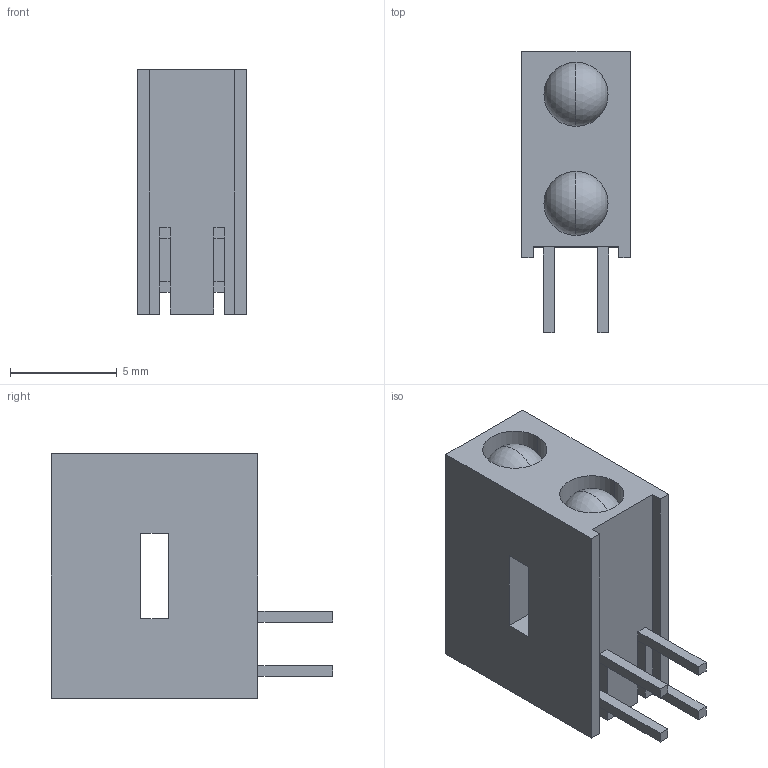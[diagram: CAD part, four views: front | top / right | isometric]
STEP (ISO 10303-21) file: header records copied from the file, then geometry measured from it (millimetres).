
FILE_DESCRIPTION (( 'STEP AP214' ), '1' );
FILE_NAME ('934GO.STEP', '2008-08-27T23:19:51', ( '' ), ( '' ), 'SwSTEP 2.0', 'SolidWorks 2008', '' );
FILE_SCHEMA (( 'AUTOMOTIVE_DESIGN' ));
Length unit declared in the file: millimetre
Products named in the file (1): 934GO
Bounding box: 5.08 x 13.15 x 11.43 mm (x, y, z)
Volume: 493 mm3; surface area: 620.2 mm2
Topology: 1 solids, 1 shells, 341 faces, 921 edges, 608 vertices
Faces by surface type: plane 215, bspline 116, cylinder 6, sphere 4
Entity records: 19761 total; most frequent: CARTESIAN_POINT 8255, ORIENTED_EDGE 1834, DIRECTION 1157, EDGE_CURVE 917, VECTOR 665, LINE 665, VERTEX_POINT 608, EDGE_LOOP 373
